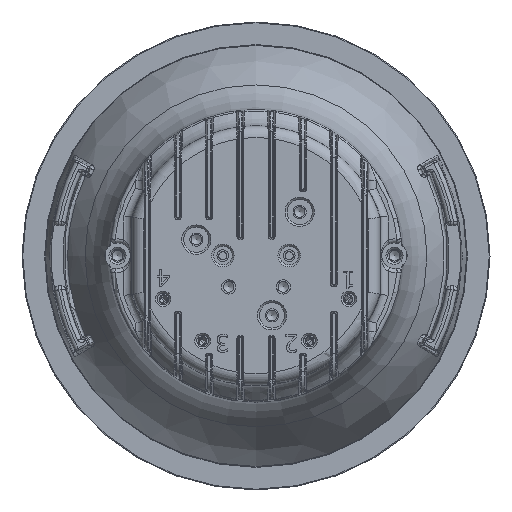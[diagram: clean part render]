
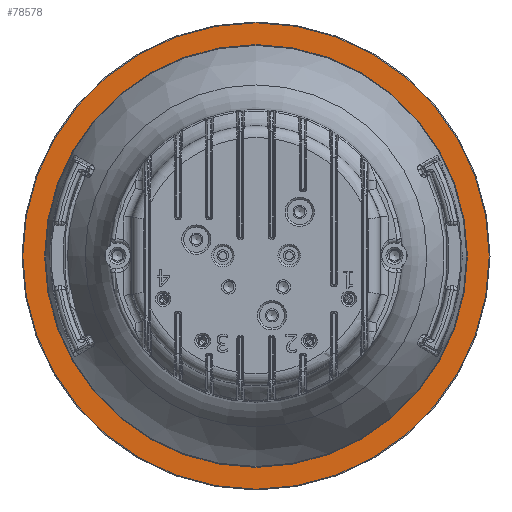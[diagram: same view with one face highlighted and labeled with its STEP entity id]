
A CAD part, top view. The second image highlights one B-rep face of the part: STEP entity #78578.
In plain terms, the highlighted planar face has unit normal (0, 0, 1).
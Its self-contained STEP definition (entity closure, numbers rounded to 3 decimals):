
#5519=FACE_BOUND('',#19825,.T.);
#10467=CIRCLE('',#84761,54.197);
#10470=CIRCLE('',#84765,59.796);
#15047=FACE_OUTER_BOUND('',#19824,.T.);
#19824=EDGE_LOOP('',(#67343));
#19825=EDGE_LOOP('',(#67344));
#34442=VERTEX_POINT('',#246980);
#34444=VERTEX_POINT('',#246986);
#45439=EDGE_CURVE('',#34442,#34442,#10467,.T.);
#45442=EDGE_CURVE('',#34444,#34444,#10470,.T.);
#67343=ORIENTED_EDGE('',*,*,#45442,.F.);
#67344=ORIENTED_EDGE('',*,*,#45439,.F.);
#69716=PLANE('',#84764);
#78578=ADVANCED_FACE('',(#15047,#5519),#69716,.T.);
#84761=AXIS2_PLACEMENT_3D('',#246981,#100803,#100804);
#84764=AXIS2_PLACEMENT_3D('',#246985,#100809,#100810);
#84765=AXIS2_PLACEMENT_3D('',#246987,#100811,#100812);
#100803=DIRECTION('center_axis',(0.,0.,1.));
#100804=DIRECTION('ref_axis',(-1.,0.,0.));
#100809=DIRECTION('center_axis',(0.,0.,1.));
#100810=DIRECTION('ref_axis',(1.,0.,0.));
#100811=DIRECTION('center_axis',(0.,0.,-1.));
#100812=DIRECTION('ref_axis',(-1.,0.,0.));
#246980=CARTESIAN_POINT('',(54.197,0.,2.));
#246981=CARTESIAN_POINT('Origin',(0.,0.,2.));
#246985=CARTESIAN_POINT('Origin',(54.438,0.,2.));
#246986=CARTESIAN_POINT('',(-59.796,0.,2.));
#246987=CARTESIAN_POINT('Origin',(0.,0.,2.));
